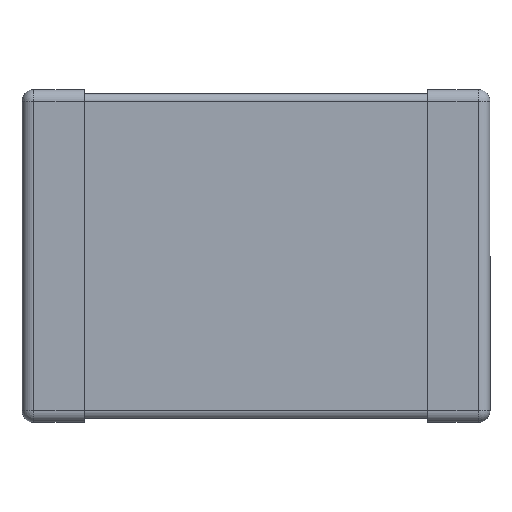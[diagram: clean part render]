
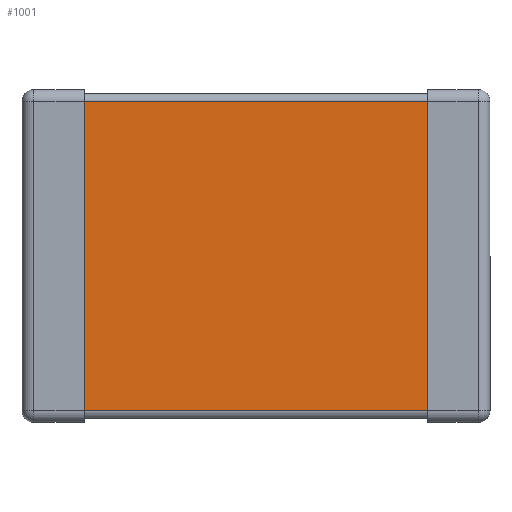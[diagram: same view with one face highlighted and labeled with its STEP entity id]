
A CAD part, front view. The second image highlights one B-rep face of the part: STEP entity #1001.
In plain terms, the highlighted planar face has unit normal (0, -1, 0).
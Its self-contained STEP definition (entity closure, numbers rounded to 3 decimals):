
#48 = VERTEX_POINT ( 'NONE', #595 ) ;
#62 = CARTESIAN_POINT ( 'NONE',  ( 500000., 0.037, 1.487 ) ) ;
#123 = EDGE_CURVE ( 'NONE', #924, #311, #873, .T. ) ;
#126 = CARTESIAN_POINT ( 'NONE',  ( 1.65, 0.037, 1.487 ) ) ;
#142 = VECTOR ( 'NONE', #766, 1000. ) ;
#143 = DIRECTION ( 'NONE',  ( -1., 0., 0. ) ) ;
#167 = ORIENTED_EDGE ( 'NONE', *, *, #771, .F. ) ;
#300 = LINE ( 'NONE', #565, #142 ) ;
#311 = VERTEX_POINT ( 'NONE', #535 ) ;
#361 = CARTESIAN_POINT ( 'NONE',  ( 1.65, 0.037, -1.488 ) ) ;
#378 = ORIENTED_EDGE ( 'NONE', *, *, #1005, .T. ) ;
#472 = DIRECTION ( 'NONE',  ( 0., 1., 0. ) ) ;
#500 = VECTOR ( 'NONE', #628, 1000. ) ;
#533 = FACE_OUTER_BOUND ( 'NONE', #1211, .T. ) ;
#535 = CARTESIAN_POINT ( 'NONE',  ( -1.65, 0.037, -1.487 ) ) ;
#562 = LINE ( 'NONE', #930, #754 ) ;
#565 = CARTESIAN_POINT ( 'NONE',  ( -1.65, 0.037, 1.487 ) ) ;
#595 = CARTESIAN_POINT ( 'NONE',  ( -1.65, 0.037, 1.487 ) ) ;
#614 = VECTOR ( 'NONE', #914, 1000. ) ;
#628 = DIRECTION ( 'NONE',  ( -1., 0., 0. ) ) ;
#654 = PLANE ( 'NONE',  #892 ) ;
#719 = CARTESIAN_POINT ( 'NONE',  ( 500000., 0.037, -1.488 ) ) ;
#754 = VECTOR ( 'NONE', #143, 1000. ) ;
#766 = DIRECTION ( 'NONE',  ( 0., 0., -1. ) ) ;
#771 = EDGE_CURVE ( 'NONE', #1071, #924, #854, .T. ) ;
#851 = EDGE_CURVE ( 'NONE', #1071, #48, #562, .T. ) ;
#854 = LINE ( 'NONE', #126, #614 ) ;
#873 = LINE ( 'NONE', #719, #500 ) ;
#892 = AXIS2_PLACEMENT_3D ( 'NONE', #62, #472, #1246 ) ;
#914 = DIRECTION ( 'NONE',  ( 0., 0., -1. ) ) ;
#924 = VERTEX_POINT ( 'NONE', #361 ) ;
#930 = CARTESIAN_POINT ( 'NONE',  ( 500000., 0.037, 1.487 ) ) ;
#939 = ORIENTED_EDGE ( 'NONE', *, *, #123, .F. ) ;
#1001 = ADVANCED_FACE ( 'NONE', ( #533 ), #654, .F. ) ;
#1005 = EDGE_CURVE ( 'NONE', #48, #311, #300, .T. ) ;
#1071 = VERTEX_POINT ( 'NONE', #1260 ) ;
#1074 = ORIENTED_EDGE ( 'NONE', *, *, #851, .T. ) ;
#1211 = EDGE_LOOP ( 'NONE', ( #167, #1074, #378, #939 ) ) ;
#1246 = DIRECTION ( 'NONE',  ( 0., 0., 1. ) ) ;
#1260 = CARTESIAN_POINT ( 'NONE',  ( 1.65, 0.037, 1.487 ) ) ;
